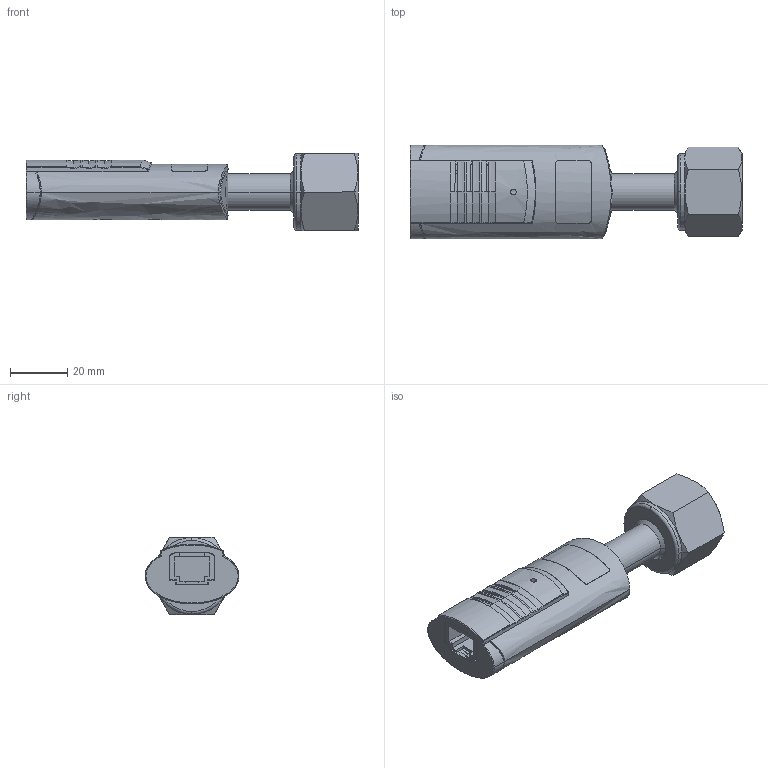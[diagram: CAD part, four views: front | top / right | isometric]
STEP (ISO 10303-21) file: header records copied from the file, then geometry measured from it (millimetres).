
FILE_DESCRIPTION((''),'2;1');
FILE_NAME('350-064.stp','2005-02-07T11:29:00',('VCRC_L'),(''),'Autodesk Inventor 9','Autodesk Inventor 9','');
FILE_SCHEMA(('AUTOMOTIVE_DESIGN { 1 0 10303 214 1 1 1 1 }'));
Length unit declared in the file: millimetre
Products named in the file (1): Bauteil13
Bounding box: 116 x 32.8 x 27 mm (x, y, z)
Volume: 20572.3 mm3; surface area: 23045.9 mm2
Topology: 3 solids, 3 shells, 513 faces, 1436 edges, 926 vertices
Faces by surface type: plane 202, cylinder 161, bspline 108, cone 26, torus 12, sphere 4
Entity records: 20394 total; most frequent: CARTESIAN_POINT 7980, ORIENTED_EDGE 2868, DIRECTION 2181, EDGE_CURVE 1434, VERTEX_POINT 926, VECTOR 733, LINE 733, AXIS2_PLACEMENT_3D 724
